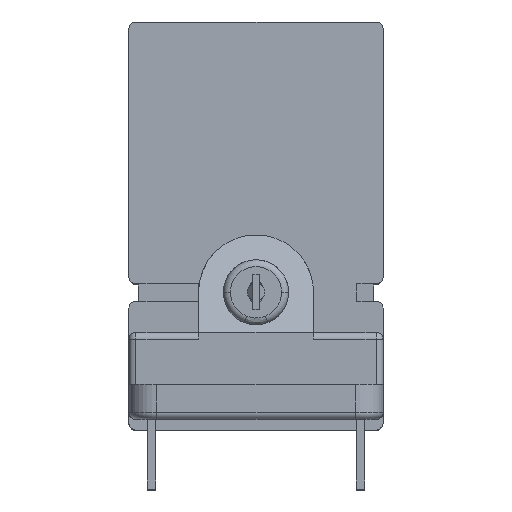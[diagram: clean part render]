
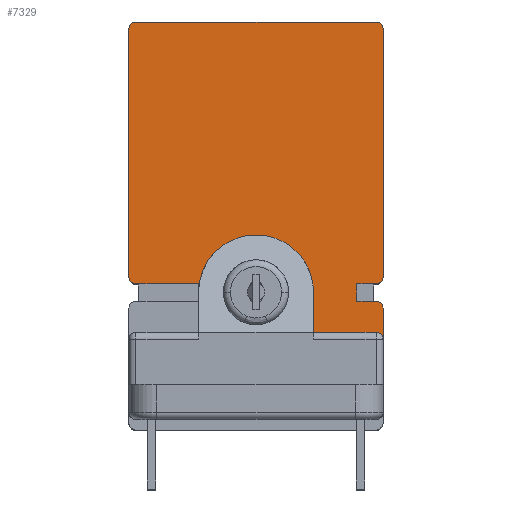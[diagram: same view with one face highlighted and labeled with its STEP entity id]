
A CAD part, top view. The second image highlights one B-rep face of the part: STEP entity #7329.
In plain terms, the highlighted planar face has unit normal (0, 0, 1).
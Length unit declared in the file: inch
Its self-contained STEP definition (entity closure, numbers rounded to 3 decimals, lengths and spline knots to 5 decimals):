
#126 = CARTESIAN_POINT ( 'NONE',  ( 0.345, -0.045, 0.9 ) ) ;
#127 = DIRECTION ( 'NONE',  ( 0., 0., 1. ) ) ;
#128 = DIRECTION ( 'NONE',  ( 1., 0., 0. ) ) ;
#167 = CARTESIAN_POINT ( 'NONE',  ( 0.165, 0., 0.9 ) ) ;
#170 = CARTESIAN_POINT ( 'NONE',  ( -0.345, 0.777, 0.9 ) ) ;
#172 = CARTESIAN_POINT ( 'NONE',  ( -0.165, 0., 0.9 ) ) ;
#173 = CARTESIAN_POINT ( 'NONE',  ( 0.345, -0.115, 0.9 ) ) ;
#174 = CARTESIAN_POINT ( 'NONE',  ( 0.345, -0.025, 0.9 ) ) ;
#176 = CARTESIAN_POINT ( 'NONE',  ( 0.345, 0.777, 0.9 ) ) ;
#181 = CARTESIAN_POINT ( 'NONE',  ( -0.365, 0.045, 0.9 ) ) ;
#184 = CARTESIAN_POINT ( 'NONE',  ( 0.365, -0.045, 0.9 ) ) ;
#189 = CARTESIAN_POINT ( 'NONE',  ( -0.365, 0.757, 0.9 ) ) ;
#198 = CARTESIAN_POINT ( 'NONE',  ( -0.345, 0.025, 0.9 ) ) ;
#201 = CARTESIAN_POINT ( 'NONE',  ( 0.345, 0.025, 0.9 ) ) ;
#210 = CARTESIAN_POINT ( 'NONE',  ( 0.165, -0.115, 0.9 ) ) ;
#213 = CARTESIAN_POINT ( 'NONE',  ( 0.365, 0.757, 0.9 ) ) ;
#214 = CARTESIAN_POINT ( 'NONE',  ( 0.365, -0.135, 0.9 ) ) ;
#215 = CARTESIAN_POINT ( 'NONE',  ( 0.29, 0.025, 0.9 ) ) ;
#218 = CARTESIAN_POINT ( 'NONE',  ( 0.29, -0.025, 0.9 ) ) ;
#225 = CARTESIAN_POINT ( 'NONE',  ( -0.165, 0.025, 0.9 ) ) ;
#231 = CARTESIAN_POINT ( 'NONE',  ( 0.365, 0.045, 0.9 ) ) ;
#252 = CARTESIAN_POINT ( 'NONE',  ( 0.165, 0., 0.9 ) ) ;
#255 = DIRECTION ( 'NONE',  ( 0., 1., 0. ) ) ;
#886 = CARTESIAN_POINT ( 'NONE',  ( -0.345, 0.757, 0.9 ) ) ;
#889 = DIRECTION ( 'NONE',  ( 0., 0., 1. ) ) ;
#890 = DIRECTION ( 'NONE',  ( -1., 0., 0. ) ) ;
#924 = CARTESIAN_POINT ( 'NONE',  ( -0.345, 0.777, 0.9 ) ) ;
#925 = DIRECTION ( 'NONE',  ( -1., 0., 0. ) ) ;
#986 = CARTESIAN_POINT ( 'NONE',  ( -0.165, 0.025, 0.9 ) ) ;
#987 = DIRECTION ( 'NONE',  ( 1., 0., 0. ) ) ;
#1004 = CARTESIAN_POINT ( 'NONE',  ( 0.345, 0.045, 0.9 ) ) ;
#1018 = DIRECTION ( 'NONE',  ( 0., 0., 1. ) ) ;
#1019 = DIRECTION ( 'NONE',  ( 1., 0., 0. ) ) ;
#1053 = CARTESIAN_POINT ( 'NONE',  ( -0.165, 0.025, 0.9 ) ) ;
#1054 = DIRECTION ( 'NONE',  ( 0., -1., 0. ) ) ;
#1074 = CARTESIAN_POINT ( 'NONE',  ( 0.345, 0.757, 0.9 ) ) ;
#1095 = DIRECTION ( 'NONE',  ( 0., 0., 1. ) ) ;
#1096 = DIRECTION ( 'NONE',  ( 1., 0., 0. ) ) ;
#1106 = CARTESIAN_POINT ( 'NONE',  ( -0.345, 0.045, 0.9 ) ) ;
#1114 = DIRECTION ( 'NONE',  ( 0., 0., 1. ) ) ;
#1115 = DIRECTION ( 'NONE',  ( 1., 0., 0. ) ) ;
#1160 = CARTESIAN_POINT ( 'NONE',  ( 0.365, 0.025, 0.9 ) ) ;
#1161 = DIRECTION ( 'NONE',  ( 1., 0., 0. ) ) ;
#1172 = CARTESIAN_POINT ( 'NONE',  ( 0.365, -0.025, 0.9 ) ) ;
#1173 = DIRECTION ( 'NONE',  ( 0., 1., 0. ) ) ;
#1326 = EDGE_CURVE ( 'NONE', #1358, #1347, #5404, .T. ) ;
#1343 = VERTEX_POINT ( 'NONE', #167 ) ;
#1344 = VERTEX_POINT ( 'NONE', #172 ) ;
#1345 = VERTEX_POINT ( 'NONE', #170 ) ;
#1346 = VERTEX_POINT ( 'NONE', #173 ) ;
#1347 = VERTEX_POINT ( 'NONE', #174 ) ;
#1350 = VERTEX_POINT ( 'NONE', #176 ) ;
#1355 = VERTEX_POINT ( 'NONE', #181 ) ;
#1358 = VERTEX_POINT ( 'NONE', #184 ) ;
#1363 = VERTEX_POINT ( 'NONE', #189 ) ;
#1372 = VERTEX_POINT ( 'NONE', #198 ) ;
#1375 = VERTEX_POINT ( 'NONE', #201 ) ;
#1384 = VERTEX_POINT ( 'NONE', #210 ) ;
#1387 = VERTEX_POINT ( 'NONE', #213 ) ;
#1388 = VERTEX_POINT ( 'NONE', #214 ) ;
#1389 = VERTEX_POINT ( 'NONE', #215 ) ;
#1392 = VERTEX_POINT ( 'NONE', #218 ) ;
#1399 = VERTEX_POINT ( 'NONE', #225 ) ;
#1405 = VERTEX_POINT ( 'NONE', #231 ) ;
#1427 = EDGE_CURVE ( 'NONE', #1384, #1343, #5429, .T. ) ;
#1706 = CIRCLE ( 'NONE', #4601, 0.02 ) ;
#1730 = LINE ( 'NONE', #924, #1731 ) ;
#1731 = VECTOR ( 'NONE', #925, 39.37008 ) ;
#1766 = LINE ( 'NONE', #986, #1767 ) ;
#1767 = VECTOR ( 'NONE', #987, 39.37008 ) ;
#1795 = CIRCLE ( 'NONE', #4616, 0.02 ) ;
#1822 = LINE ( 'NONE', #1053, #1823 ) ;
#1823 = VECTOR ( 'NONE', #1054, 39.37008 ) ;
#1850 = CIRCLE ( 'NONE', #4625, 0.02 ) ;
#1863 = CIRCLE ( 'NONE', #4622, 0.02 ) ;
#1890 = LINE ( 'NONE', #1160, #1891 ) ;
#1891 = VECTOR ( 'NONE', #1161, 39.37008 ) ;
#1894 = LINE ( 'NONE', #2423, #1909 ) ;
#1898 = LINE ( 'NONE', #1172, #1899 ) ;
#1899 = VECTOR ( 'NONE', #1173, 39.37008 ) ;
#1909 = VECTOR ( 'NONE', #2424, 39.37008 ) ;
#1923 = LINE ( 'NONE', #2442, #1924 ) ;
#1924 = VECTOR ( 'NONE', #2443, 39.37008 ) ;
#1955 = LINE ( 'NONE', #2491, #1956 ) ;
#1956 = VECTOR ( 'NONE', #2492, 39.37008 ) ;
#1980 = CIRCLE ( 'NONE', #4650, 0.02 ) ;
#2405 = AXIS2_PLACEMENT_3D ( 'NONE', #6340, #6349, #6350 ) ;
#2423 = CARTESIAN_POINT ( 'NONE',  ( 0.365, 0.757, 0.9 ) ) ;
#2424 = DIRECTION ( 'NONE',  ( 0., 1., 0. ) ) ;
#2442 = CARTESIAN_POINT ( 'NONE',  ( 0.165, -0.115, 0.9 ) ) ;
#2443 = DIRECTION ( 'NONE',  ( -1., 0., 0. ) ) ;
#2491 = CARTESIAN_POINT ( 'NONE',  ( 0.29, 0.025, 0.9 ) ) ;
#2492 = DIRECTION ( 'NONE',  ( 0., 1., 0. ) ) ;
#2519 = CARTESIAN_POINT ( 'NONE',  ( 0.345, -0.135, 0.9 ) ) ;
#2528 = DIRECTION ( 'NONE',  ( 0., 0., -1. ) ) ;
#2529 = DIRECTION ( 'NONE',  ( 1., 0., 0. ) ) ;
#2720 = CARTESIAN_POINT ( 'NONE',  ( 0.365, -0.025, 0.9 ) ) ;
#2721 = DIRECTION ( 'NONE',  ( -1., 0., 0. ) ) ;
#3125 = PLANE ( 'NONE',  #4775 ) ;
#3128 = CARTESIAN_POINT ( 'NONE',  ( 0.345, 0.757, 0.9 ) ) ;
#3133 = DIRECTION ( 'NONE',  ( 0., 0., 1. ) ) ;
#3134 = DIRECTION ( 'NONE',  ( 1., 0., 0. ) ) ;
#3765 = LINE ( 'NONE', #2720, #3766 ) ;
#3766 = VECTOR ( 'NONE', #2721, 39.37008 ) ;
#3963 = FACE_OUTER_BOUND ( 'NONE', #5009, .T. ) ;
#4521 = AXIS2_PLACEMENT_3D ( 'NONE', #126, #127, #128 ) ;
#4601 = AXIS2_PLACEMENT_3D ( 'NONE', #886, #889, #890 ) ;
#4616 = AXIS2_PLACEMENT_3D ( 'NONE', #1004, #1018, #1019 ) ;
#4622 = AXIS2_PLACEMENT_3D ( 'NONE', #1106, #1114, #1115 ) ;
#4625 = AXIS2_PLACEMENT_3D ( 'NONE', #1074, #1095, #1096 ) ;
#4650 = AXIS2_PLACEMENT_3D ( 'NONE', #2519, #2528, #2529 ) ;
#4775 = AXIS2_PLACEMENT_3D ( 'NONE', #3128, #3133, #3134 ) ;
#4930 = EDGE_CURVE ( 'NONE', #1345, #1363, #1706, .T. ) ;
#4945 = EDGE_CURVE ( 'NONE', #1350, #1345, #1730, .T. ) ;
#5009 = EDGE_LOOP ( 'NONE', ( #6806, #8060, #6705, #6726, #6907, #6804, #6805, #6877, #6727, #6710, #6800, #6803, #6714, #6647, #6631, #6716, #6748, #7517 ) ) ;
#5404 = CIRCLE ( 'NONE', #4521, 0.02 ) ;
#5429 = LINE ( 'NONE', #252, #5434 ) ;
#5434 = VECTOR ( 'NONE', #255, 39.37008 ) ;
#5613 = EDGE_CURVE ( 'NONE', #1372, #1399, #1766, .T. ) ;
#5627 = EDGE_CURVE ( 'NONE', #1375, #1405, #1795, .T. ) ;
#5645 = EDGE_CURVE ( 'NONE', #1399, #1344, #1822, .T. ) ;
#5662 = EDGE_CURVE ( 'NONE', #1387, #1350, #1850, .T. ) ;
#5670 = EDGE_CURVE ( 'NONE', #1355, #1372, #1863, .T. ) ;
#5689 = EDGE_CURVE ( 'NONE', #1389, #1375, #1890, .T. ) ;
#5694 = EDGE_CURVE ( 'NONE', #1388, #1358, #1898, .T. ) ;
#5704 = EDGE_CURVE ( 'NONE', #1405, #1387, #1894, .T. ) ;
#5712 = EDGE_CURVE ( 'NONE', #1346, #1384, #1923, .T. ) ;
#5733 = EDGE_CURVE ( 'NONE', #1392, #1389, #1955, .T. ) ;
#5749 = EDGE_CURVE ( 'NONE', #1346, #1388, #1980, .T. ) ;
#6340 = CARTESIAN_POINT ( 'NONE',  ( 0., 0., 0.9 ) ) ;
#6349 = DIRECTION ( 'NONE',  ( 0., 0., 1. ) ) ;
#6350 = DIRECTION ( 'NONE',  ( 1., 0., 0. ) ) ;
#6386 = CARTESIAN_POINT ( 'NONE',  ( -0.365, 0.757, 0.9 ) ) ;
#6387 = DIRECTION ( 'NONE',  ( 0., -1., 0. ) ) ;
#6631 = ORIENTED_EDGE ( 'NONE', *, *, #7644, .F. ) ;
#6647 = ORIENTED_EDGE ( 'NONE', *, *, #5645, .T. ) ;
#6705 = ORIENTED_EDGE ( 'NONE', *, *, #7258, .T. ) ;
#6710 = ORIENTED_EDGE ( 'NONE', *, *, #4930, .T. ) ;
#6714 = ORIENTED_EDGE ( 'NONE', *, *, #5613, .T. ) ;
#6716 = ORIENTED_EDGE ( 'NONE', *, *, #1427, .F. ) ;
#6726 = ORIENTED_EDGE ( 'NONE', *, *, #5733, .T. ) ;
#6727 = ORIENTED_EDGE ( 'NONE', *, *, #4945, .T. ) ;
#6748 = ORIENTED_EDGE ( 'NONE', *, *, #5712, .F. ) ;
#6800 = ORIENTED_EDGE ( 'NONE', *, *, #7660, .T. ) ;
#6803 = ORIENTED_EDGE ( 'NONE', *, *, #5670, .T. ) ;
#6804 = ORIENTED_EDGE ( 'NONE', *, *, #5627, .T. ) ;
#6805 = ORIENTED_EDGE ( 'NONE', *, *, #5704, .T. ) ;
#6806 = ORIENTED_EDGE ( 'NONE', *, *, #5694, .T. ) ;
#6877 = ORIENTED_EDGE ( 'NONE', *, *, #5662, .T. ) ;
#6907 = ORIENTED_EDGE ( 'NONE', *, *, #5689, .T. ) ;
#7188 = CIRCLE ( 'NONE', #2405, 0.165 ) ;
#7212 = LINE ( 'NONE', #6386, #7213 ) ;
#7213 = VECTOR ( 'NONE', #6387, 39.37008 ) ;
#7258 = EDGE_CURVE ( 'NONE', #1347, #1392, #3765, .T. ) ;
#7329 = ADVANCED_FACE ( 'NONE', ( #3963 ), #3125, .T. ) ;
#7517 = ORIENTED_EDGE ( 'NONE', *, *, #5749, .T. ) ;
#7644 = EDGE_CURVE ( 'NONE', #1343, #1344, #7188, .T. ) ;
#7660 = EDGE_CURVE ( 'NONE', #1363, #1355, #7212, .T. ) ;
#8060 = ORIENTED_EDGE ( 'NONE', *, *, #1326, .T. ) ;
